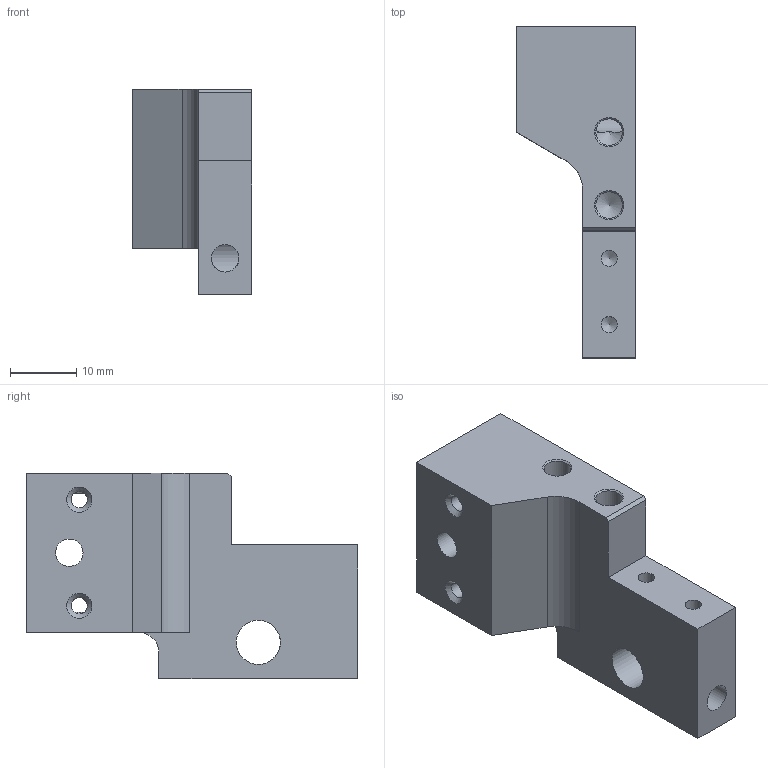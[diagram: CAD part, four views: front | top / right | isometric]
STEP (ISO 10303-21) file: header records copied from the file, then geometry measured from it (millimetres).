
FILE_DESCRIPTION(/* description */ ('Nestgreifer rechts v02'),/* implementation_level */ '2;1');
FILE_NAME(/* name */ '07 4906 7 515-00.stp',/* time_stamp */ '2022-02-16T07:49:47+01:00',/* author */ ('p.gut'),/* organization */ (''),/* preprocessor_version */ 'ST-DEVELOPER v17.2',/* originating_system */ 'Autodesk Inventor 2019',/* authorisation */ '');
FILE_SCHEMA (('AUTOMOTIVE_DESIGN { 1 0 10303 214 3 1 1 }'));
Length unit declared in the file: millimetre
Products named in the file (1): 07 4906 7 515-00
Bounding box: 18 x 50 x 31 mm (x, y, z)
Volume: 10746.4 mm3; surface area: 5407 mm2
Topology: 1 solids, 1 shells, 41 faces, 132 edges, 90 vertices
Faces by surface type: plane 17, cylinder 13, cone 11
Full cylindrical faces by diameter (mm): 2.459 x4, 4 x2, 4.134 x2, 6.647 x1
Entity records: 1596 total; most frequent: CARTESIAN_POINT 345, ORIENTED_EDGE 256, DIRECTION 253, EDGE_CURVE 128, VERTEX_POINT 90, AXIS2_PLACEMENT_3D 90, LINE 73, VECTOR 73
